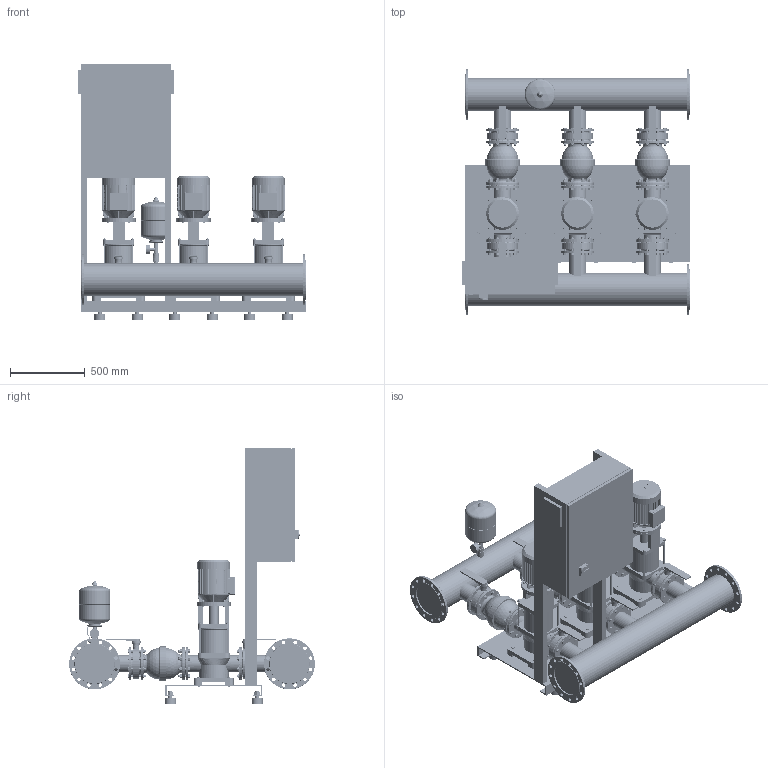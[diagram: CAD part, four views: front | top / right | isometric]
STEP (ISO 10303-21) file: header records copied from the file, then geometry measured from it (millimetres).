
FILE_DESCRIPTION((''),'2;1');
FILE_NAME('3d_COR-3MVI7001_1-2523257.stp','2011-08-26T14:44:14',(''),(''),'Mechanical Desktop 2009','Mechanical Desktop 2009',', , ');
FILE_SCHEMA(('CONFIG_CONTROL_DESIGN'));
Length unit declared in the file: millimetre
Products named in the file (1): Product
Bounding box: 1520 x 1639.55 x 1708 mm (x, y, z)
Volume: 425815114.4 mm3; surface area: 17934657.2 mm2
Topology: 187 solids, 187 shells, 5374 faces, 12867 edges, 8344 vertices
Faces by surface type: plane 2695, cylinder 1493, bspline 718, cone 328, torus 102, sphere 38
Full cylindrical faces by diameter (mm): 114.3 x6, 205 x6
Entity records: 168659 total; most frequent: CARTESIAN_POINT 41557, DIRECTION 26624, ORIENTED_EDGE 25662, EDGE_CURVE 12831, AXIS2_PLACEMENT_3D 9327, VERTEX_POINT 8335, VECTOR 7970, LINE 7970
